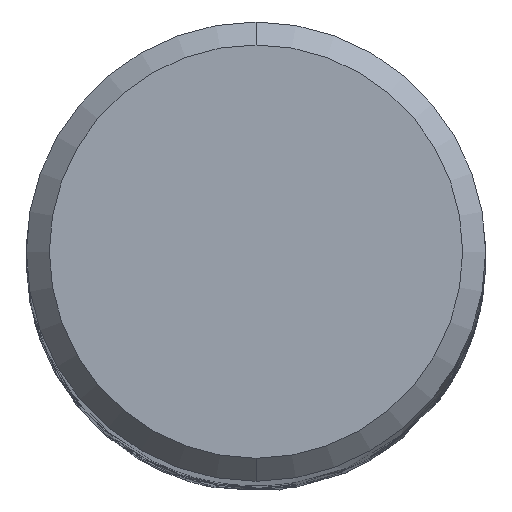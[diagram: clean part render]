
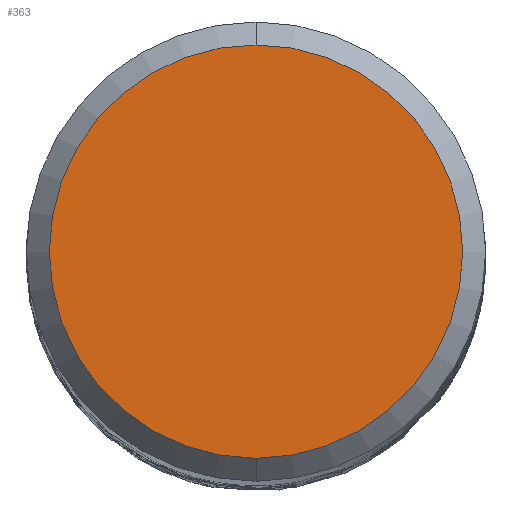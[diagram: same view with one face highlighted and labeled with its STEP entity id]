
A CAD part, top view. The second image highlights one B-rep face of the part: STEP entity #363.
In plain terms, the highlighted planar face has unit normal (0, 0, 1).
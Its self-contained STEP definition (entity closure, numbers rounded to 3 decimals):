
#363=ADVANCED_FACE('',(#970),#971,.T.);
#493=VERTEX_POINT('',#1111);
#581=VERTEX_POINT('',#1213);
#735=EDGE_CURVE('',#581,#493,#1377,.T.);
#887=EDGE_CURVE('',#493,#581,#1543,.T.);
#970=FACE_OUTER_BOUND('',#1785,.T.);
#971=PLANE('',#1786);
#1111=CARTESIAN_POINT('',(0.0,5.4,0.0));
#1213=CARTESIAN_POINT('',(0.,-5.4,0.0));
#1377=CIRCLE('',#5085,5.4);
#1543=CIRCLE('',#9161,5.4);
#1785=EDGE_LOOP('',(#9254,#9255));
#1786=AXIS2_PLACEMENT_3D('',#9256,#9257,#9258);
#5085=AXIS2_PLACEMENT_3D('',#9671,#9672,#9673);
#9161=AXIS2_PLACEMENT_3D('',#9858,#9859,#9860);
#9254=ORIENTED_EDGE('',*,*,#887,.F.);
#9255=ORIENTED_EDGE('',*,*,#735,.F.);
#9256=CARTESIAN_POINT('',(0.0,2.7,0.0));
#9257=DIRECTION('',(-0.0,0.0,1.0));
#9258=DIRECTION('',(0.0,-1.0,0.0));
#9671=CARTESIAN_POINT('',(0.0,0.0,0.0));
#9672=DIRECTION('',(0.0,0.0,-1.0));
#9673=DIRECTION('',(0.0,1.0,0.0));
#9858=CARTESIAN_POINT('',(0.0,0.0,0.0));
#9859=DIRECTION('',(0.0,0.0,-1.0));
#9860=DIRECTION('',(0.0,1.0,0.0));
